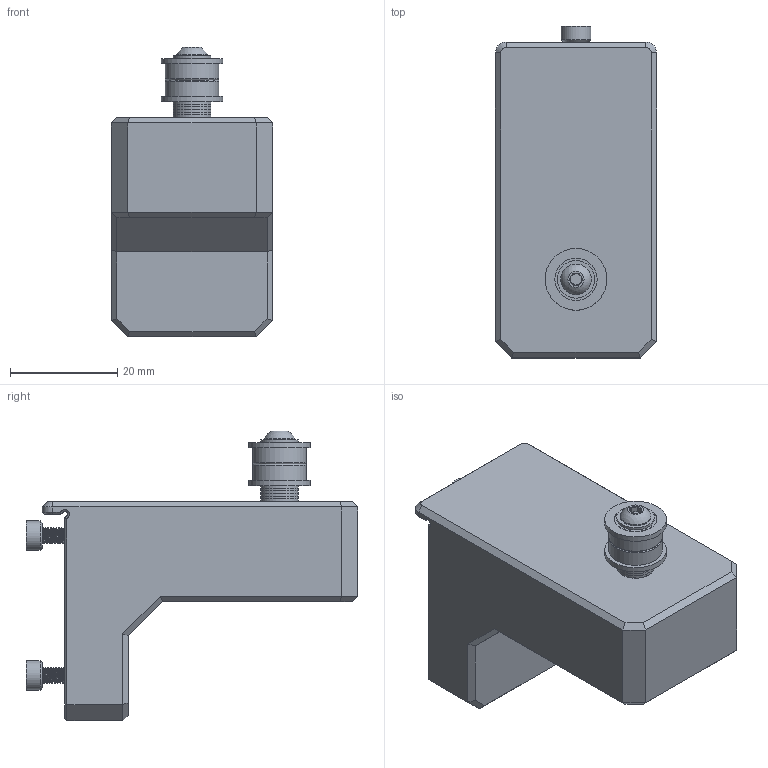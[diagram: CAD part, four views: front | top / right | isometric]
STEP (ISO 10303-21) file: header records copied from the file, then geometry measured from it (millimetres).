
FILE_DESCRIPTION(/* description */ (''),/* implementation_level */ '2;1');
FILE_NAME(/* name */ 'Y Idler.step',/* time_stamp */ '2025-10-12T00:01:20-04:00',/* author */ (''),/* organization */ (''),/* preprocessor_version */ 'ST-DEVELOPER v20.1',/* originating_system */ 'Autodesk Translation Framework v14.17.0.0',/* authorisation */ '');
FILE_SCHEMA (('AUTOMOTIVE_DESIGN { 1 0 10303 214 3 1 1 }'));
Length unit declared in the file: millimetre
Products named in the file (9): Y Idler; y_idler_bracket v14; M3 Threaded Insert; M3x10 SHCS; F623 Bearing; 92095A187_Button Head Hex Drive Screw; 91828A211_18-8 Stainless Steel Hex Nut; 93625A100_18-8 Stainless Steel Nylon-Insert Locknut; M3 Shim Washer
Assembly tree (17 placements, depth 2):
  Y Idler
    M3x10 SHCS  x2
    y_idler_bracket v14
    M3 Threaded Insert  x2
    M3 Shim Washer  x7
    F623 Bearing  x2
    92095A187_Button Head Hex Drive Screw
    91828A211_18-8 Stainless Steel Hex Nut
    93625A100_18-8 Stainless Steel Nylon-Insert Locknut
Bounding box: 30 x 61.8 x 54 mm (x, y, z)
Volume: 39665.1 mm3; surface area: 11340.9 mm2
Topology: 18 solids, 18 shells, 745 faces, 1888 edges, 1213 vertices
Faces by surface type: cylinder 300, plane 188, bspline 166, cone 81, torus 9, sphere 1
Full cylindrical faces by diameter (mm): 2.35 x41, 2.356 x12, 2.9 x2, 2.927 x24, 3 x44, 3.2 x8, 3.5 x1, 3.6 x1, 4.2 x2, 4.25 x2, 4.6 x2, 5.281 x2, 5.4 x4, 5.5 x3, 5.7 x1, 7 x7, 7.9 x4, 10 x2, 11.5 x2
Entity records: 26985 total; most frequent: CARTESIAN_POINT 15196, ORIENTED_EDGE 2662, DIRECTION 2022, EDGE_CURVE 1331, VERTEX_POINT 848, AXIS2_PLACEMENT_3D 771, EDGE_LOOP 561, FACE_OUTER_BOUND 524
